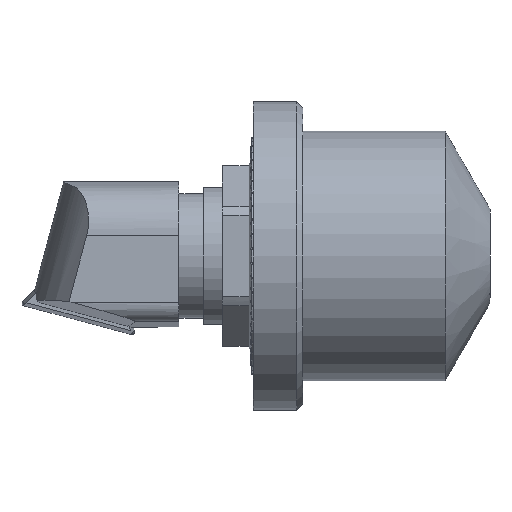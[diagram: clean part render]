
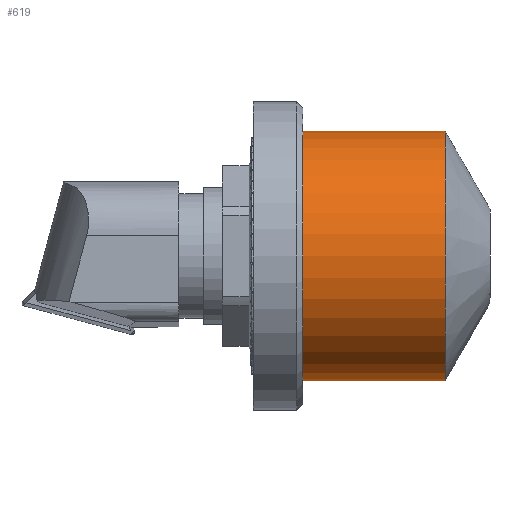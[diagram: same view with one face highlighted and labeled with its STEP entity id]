
A CAD part, front view. The second image highlights one B-rep face of the part: STEP entity #619.
In plain terms, the highlighted cylindrical face has radius 9.996 mm (diameter 19.993 mm), a full revolution.
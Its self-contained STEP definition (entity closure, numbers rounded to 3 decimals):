
#182=CYLINDRICAL_SURFACE('',#6217,9.997);
#383=FACE_BOUND('',#1512,.T.);
#384=FACE_BOUND('',#1513,.T.);
#434=CIRCLE('',#6212,9.997);
#436=CIRCLE('',#6216,9.997);
#619=ADVANCED_FACE('',(#383,#384),#182,.T.);
#1512=EDGE_LOOP('',(#3018));
#1513=EDGE_LOOP('',(#3019));
#3018=ORIENTED_EDGE('',*,*,#5242,.F.);
#3019=ORIENTED_EDGE('',*,*,#5244,.T.);
#4635=VERTEX_POINT('',#8464);
#4637=VERTEX_POINT('',#8470);
#5242=EDGE_CURVE('',#4635,#4635,#434,.T.);
#5244=EDGE_CURVE('',#4637,#4637,#436,.T.);
#6212=AXIS2_PLACEMENT_3D('',#8463,#6857,#6858);
#6216=AXIS2_PLACEMENT_3D('',#8469,#6865,#6866);
#6217=AXIS2_PLACEMENT_3D('',#8471,#6867,#6868);
#6857=DIRECTION('',(1.,0.,0.));
#6858=DIRECTION('',(0.,0.,1.));
#6865=DIRECTION('',(1.,0.,0.));
#6866=DIRECTION('',(0.,0.,-1.));
#6867=DIRECTION('',(1.,0.,0.));
#6868=DIRECTION('',(0.,0.,1.));
#8463=CARTESIAN_POINT('',(11.398,0.,0.));
#8464=CARTESIAN_POINT('',(11.398,0.,9.996));
#8469=CARTESIAN_POINT('',(0.,0.,0.));
#8470=CARTESIAN_POINT('',(0.,0.,-9.997));
#8471=CARTESIAN_POINT('',(87.976,0.,0.));
